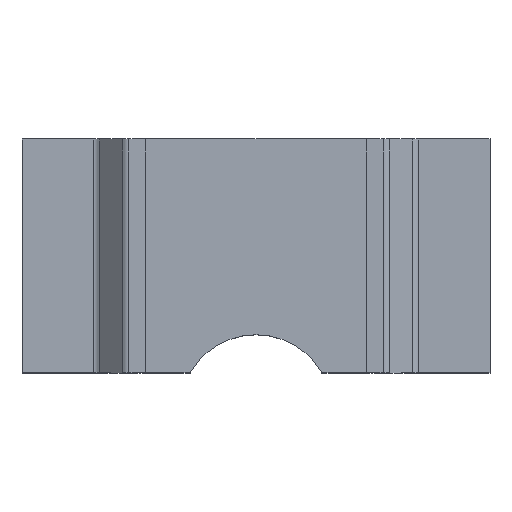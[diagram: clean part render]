
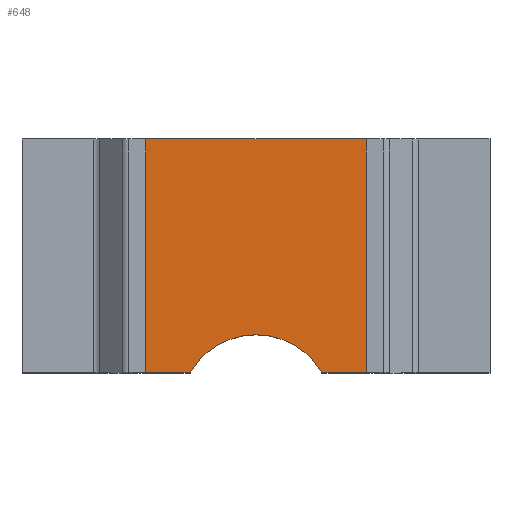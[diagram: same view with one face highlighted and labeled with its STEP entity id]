
A CAD part, top view. The second image highlights one B-rep face of the part: STEP entity #648.
In plain terms, the highlighted planar face has unit normal (0, 0, 1).
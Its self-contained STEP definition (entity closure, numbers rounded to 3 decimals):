
#35=CIRCLE('',#717,1.032);
#75=FACE_OUTER_BOUND('',#111,.T.);
#111=EDGE_LOOP('',(#560,#561,#562,#563,#564,#565));
#177=LINE('',#1064,#249);
#178=LINE('',#1069,#250);
#179=LINE('',#1071,#251);
#180=LINE('',#1073,#252);
#181=LINE('',#1074,#253);
#249=VECTOR('',#876,1000.);
#250=VECTOR('',#881,1000.);
#251=VECTOR('',#882,1000.);
#252=VECTOR('',#883,1000.);
#253=VECTOR('',#884,1000.);
#311=VERTEX_POINT('',#1058);
#313=VERTEX_POINT('',#1062);
#314=VERTEX_POINT('',#1066);
#315=VERTEX_POINT('',#1068);
#316=VERTEX_POINT('',#1070);
#317=VERTEX_POINT('',#1072);
#397=EDGE_CURVE('',#311,#313,#177,.T.);
#398=EDGE_CURVE('',#311,#314,#35,.T.);
#399=EDGE_CURVE('',#315,#313,#178,.T.);
#400=EDGE_CURVE('',#316,#315,#179,.T.);
#401=EDGE_CURVE('',#316,#317,#180,.T.);
#402=EDGE_CURVE('',#317,#314,#181,.T.);
#560=ORIENTED_EDGE('',*,*,#398,.F.);
#561=ORIENTED_EDGE('',*,*,#397,.T.);
#562=ORIENTED_EDGE('',*,*,#399,.F.);
#563=ORIENTED_EDGE('',*,*,#400,.F.);
#564=ORIENTED_EDGE('',*,*,#401,.T.);
#565=ORIENTED_EDGE('',*,*,#402,.T.);
#613=PLANE('',#716);
#648=ADVANCED_FACE('',(#75),#613,.T.);
#716=AXIS2_PLACEMENT_3D('',#1065,#877,#878);
#717=AXIS2_PLACEMENT_3D('',#1067,#879,#880);
#876=DIRECTION('',(1.,0.,0.));
#877=DIRECTION('center_axis',(0.,0.,
1.));
#878=DIRECTION('ref_axis',(1.,0.,0.));
#879=DIRECTION('center_axis',(0.,0.,1.));
#880=DIRECTION('ref_axis',(-1.,0.,0.));
#881=DIRECTION('',(0.,-1.,0.));
#882=DIRECTION('',(1.,0.,0.));
#883=DIRECTION('',(0.,-1.,0.));
#884=DIRECTION('',(1.,0.,0.));
#1058=CARTESIAN_POINT('',(0.895,-1.588,0.813));
#1062=CARTESIAN_POINT('',(1.499,-1.588,0.813));
#1064=CARTESIAN_POINT('',(0.749,-1.588,0.813));
#1065=CARTESIAN_POINT('Origin',(1.499,1.588,0.813));
#1066=CARTESIAN_POINT('',(-0.895,-1.588,0.813));
#1067=CARTESIAN_POINT('Origin',(0.,-2.102,
0.813));
#1068=CARTESIAN_POINT('',(1.499,1.588,0.813));
#1069=CARTESIAN_POINT('',(1.499,1.588,0.813));
#1070=CARTESIAN_POINT('',(-1.499,1.588,0.813));
#1071=CARTESIAN_POINT('',(-1.499,1.588,0.813));
#1072=CARTESIAN_POINT('',(-1.499,-1.588,0.813));
#1073=CARTESIAN_POINT('',(-1.499,1.588,0.813));
#1074=CARTESIAN_POINT('',(0.749,-1.588,0.813));
